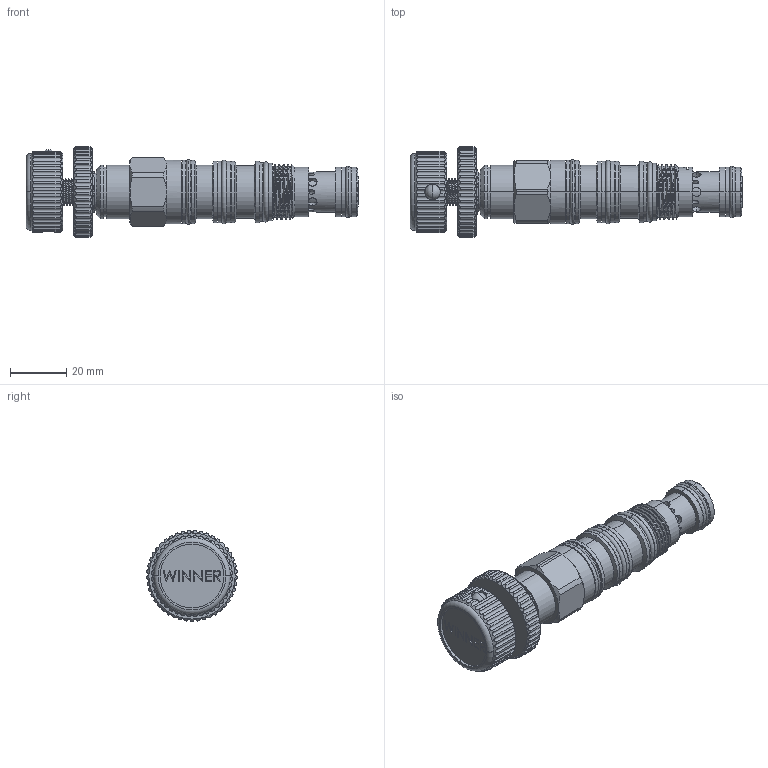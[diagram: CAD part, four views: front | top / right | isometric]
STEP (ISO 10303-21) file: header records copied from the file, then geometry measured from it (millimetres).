
FILE_DESCRIPTION (( 'STEP AP203' ), '1' );
FILE_NAME ('CW21A4B(4E)(4J)-K.STEP', '2021-06-28T00:31:39', ( '' ), ( '' ), 'SwSTEP 2.0', 'SolidWorks 2018', '' );
FILE_SCHEMA (( 'CONFIG_CONTROL_DESIGN' ));
Length unit declared in the file: millimetre
Products named in the file (1): CW21A4B(4E)(4J)-K
Bounding box: 117.84 x 32.2 x 32.18 mm (x, y, z)
Volume: 41436 mm3; surface area: 14771.2 mm2
Topology: 3 solids, 3 shells, 607 faces, 1612 edges, 1051 vertices
Faces by surface type: cylinder 397, plane 132, cone 42, torus 20, bspline 13, sphere 3
Entity records: 27874 total; most frequent: CARTESIAN_POINT 13346, ORIENTED_EDGE 3220, DIRECTION 2802, EDGE_CURVE 1610, AXIS2_PLACEMENT_3D 1081, VERTEX_POINT 1050, EDGE_LOOP 652, LINE 640
